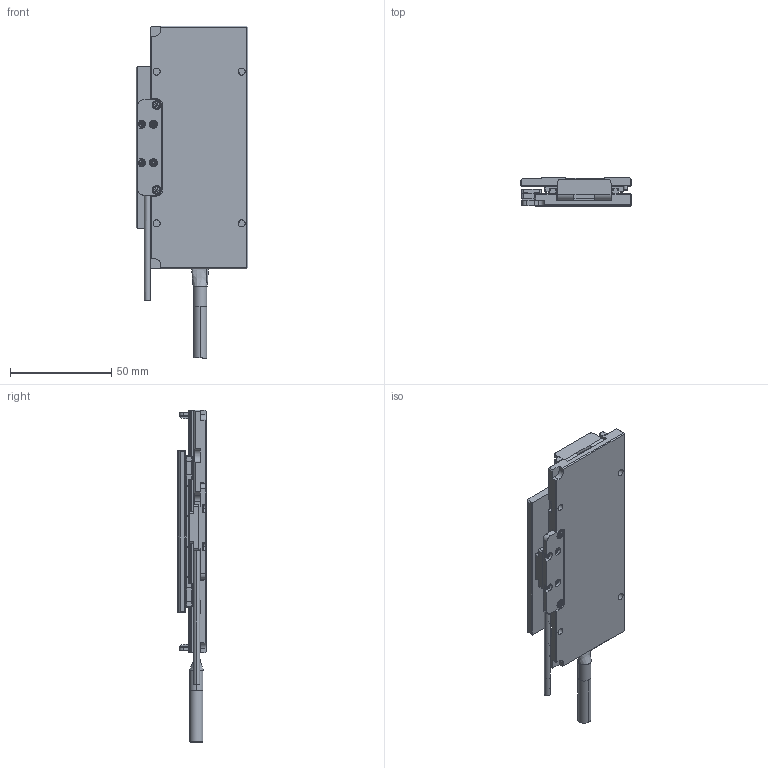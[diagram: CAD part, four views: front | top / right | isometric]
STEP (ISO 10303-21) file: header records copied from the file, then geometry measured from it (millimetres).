
FILE_DESCRIPTION (( 'STEP AP214' ), '1' );
FILE_NAME ('MLS-55LM-11500.STEP', '2026-01-05T19:02:57', ( '' ), ( '' ), 'SwSTEP 2.0', 'SolidWorks 2023', '' );
FILE_SCHEMA (( 'AUTOMOTIVE_DESIGN' ));
Length unit declared in the file: millimetre
Products named in the file (9): 431810 Encoder Bracket, Absolute, MLS-25LM; MLS-55LM-11500; SCREW, MS-PPH, M-JCIS_M2.5 x 0.45 x 5mm; NT55V25E178_23791-0206_Carriage Subassembly; NT55V25E178_23791-0206_Base Subassembly; 3.0 Black Cable_L80; SCREW, MS-PPH, M-JCIS_M2 x 0.4 x 4mm; Encoder Optical Absolute Assembly-Csinks_No Cover, DEMO ; 431528-E Encoder Head Enclosure, Optical Absolute 8x13
Assembly tree (12 placements, depth 3):
  MLS-55LM-11500
    NT55V25E178_23791-0206_Base Subassembly
    NT55V25E178_23791-0206_Carriage Subassembly
    431810 Encoder Bracket, Absolute, MLS-25LM
    Encoder Optical Absolute Assembly-Csinks_No Cover, DEMO 
      431528-E Encoder Head Enclosure, Optical Absolute 8x13
      3.0 Black Cable_L80
    SCREW, MS-PPH, M-JCIS_M2 x 0.4 x 4mm  x4
    SCREW, MS-PPH, M-JCIS_M2.5 x 0.45 x 5mm  x2
Bounding box: 55 x 14 x 163.99 mm (x, y, z)
Volume: 58784 mm3; surface area: 40596.7 mm2
Topology: 33 solids, 33 shells, 1143 faces, 2881 edges, 1805 vertices
Faces by surface type: plane 643, cylinder 354, sphere 60, torus 38, bspline 26, cone 22
Entity records: 57730 total; most frequent: CARTESIAN_POINT 32463, DIRECTION 5307, ORIENTED_EDGE 5058, EDGE_CURVE 2529, AXIS2_PLACEMENT_3D 1811, LINE 1685, VECTOR 1685, VERTEX_POINT 1613
